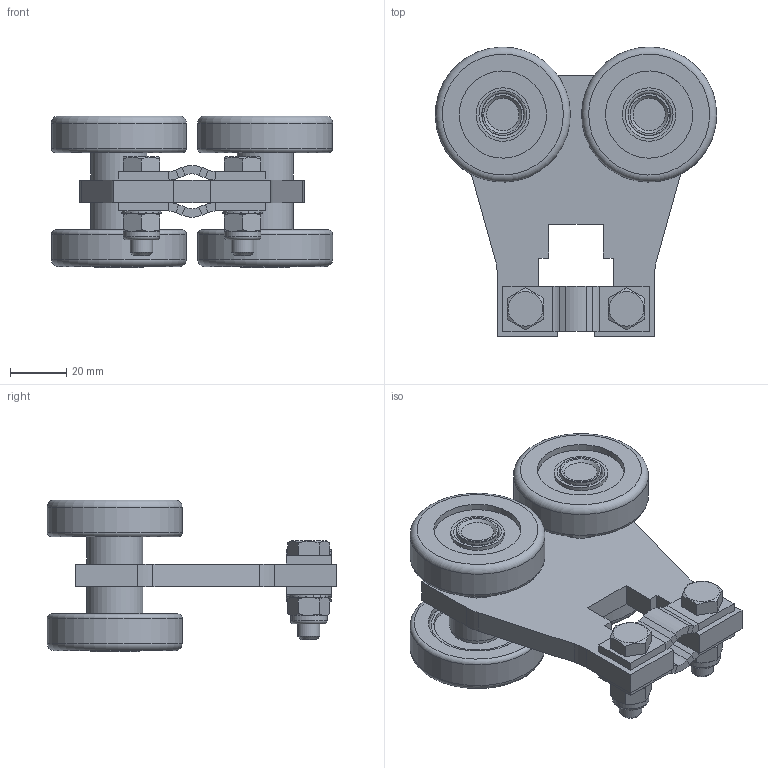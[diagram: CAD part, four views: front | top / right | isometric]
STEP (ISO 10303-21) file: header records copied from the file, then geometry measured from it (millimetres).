
FILE_DESCRIPTION(('STEP AP203'), '1');
FILE_NAME('211.RC59 Òåëåæêà RC59 ñ êðåïëåíèåì ïîä áîëò', '', ('UNSPECIFIED'), ('UNSPECIFIED'), 'ASCON STEP Converter 1.3', 'ASCON Math Kernel', '');
FILE_SCHEMA(('CONFIG_CONTROL_DESIGN'));
Length unit declared in the file: millimetre
Products named in the file (1): 211.RC59
Bounding box: 99.98 x 102.99 x 54 mm (x, y, z)
Volume: 150011 mm3; surface area: 43744.9 mm2
Topology: 1 solids, 1 shells, 541 faces, 1334 edges, 840 vertices
Faces by surface type: plane 348, cylinder 143, cone 34, torus 16
Full cylindrical faces by diameter (mm): 8 x2, 8.75 x2, 13 x2, 15 x2, 17.5 x2, 19 x8, 20 x4, 31 x8, 35 x4, 48 x4
Entity records: 21340 total; most frequent: CARTESIAN_POINT 4198, DIRECTION 2700, ORIENTED_EDGE 2544, EDGE_CURVE 1272, AXIS2_PLACEMENT_3D 948, VERTEX_POINT 840, LINE 804, VECTOR 804
